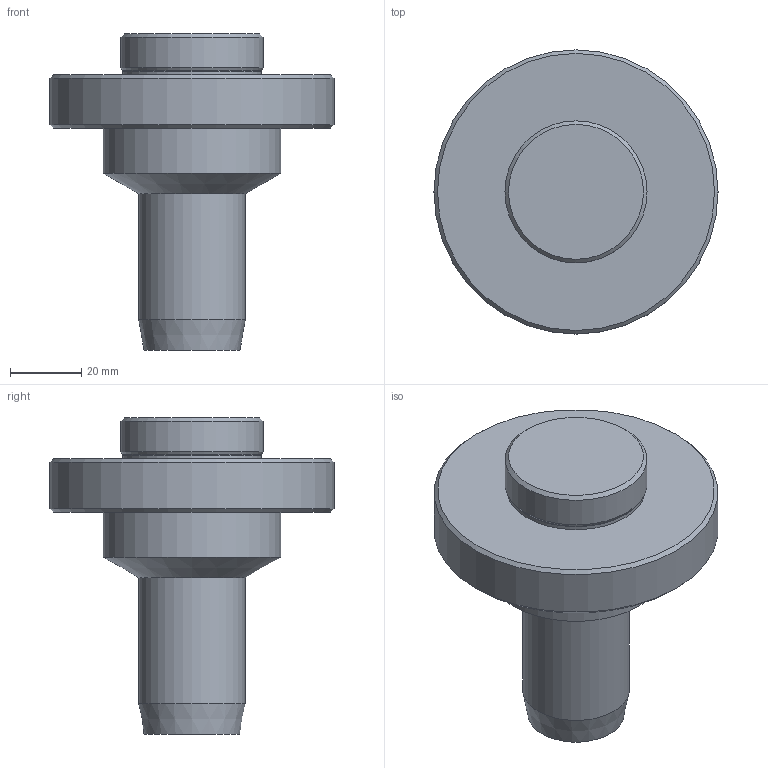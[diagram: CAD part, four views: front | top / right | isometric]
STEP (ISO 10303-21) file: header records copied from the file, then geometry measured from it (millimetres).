
FILE_DESCRIPTION(/* description */ (''),/* implementation_level */ '2;1');
FILE_NAME(/* name */ 'SAH-2341110242_Basic.stp',/* time_stamp */ '2024-09-30T14:29:15+06:00',/* author */ (''),/* organization */ (''),/* preprocessor_version */ 'ST-DEVELOPER v16.7',/* originating_system */ 'SIEMENS PLM Software NX 12.0',/* authorisation */ '');
FILE_SCHEMA (('AUTOMOTIVE_DESIGN { 1 0 10303 214 3 1 1 1 }'));
Length unit declared in the file: millimetre
Products named in the file (1): inpu1424589Dlv1m
Bounding box: 80 x 80 x 89 mm (x, y, z)
Volume: 149032.8 mm3; surface area: 22492 mm2
Topology: 1 solids, 1 shells, 21 faces, 40 edges, 28 vertices
Faces by surface type: cone 7, cylinder 7, plane 6, torus 1
Full cylindrical faces by diameter (mm): 10 x1, 12 x1, 30 x1, 39 x1, 40 x1, 50 x1, 80 x1
Entity records: 491 total; most frequent: DIRECTION 90, CARTESIAN_POINT 68, AXIS2_PLACEMENT_3D 45, EDGE_LOOP 40, ORIENTED_EDGE 40, FACE_BOUND 38, ADVANCED_FACE 21, VERTEX_POINT 20
